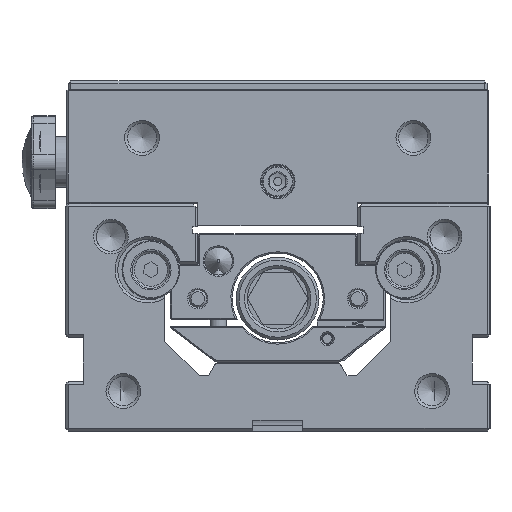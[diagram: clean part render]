
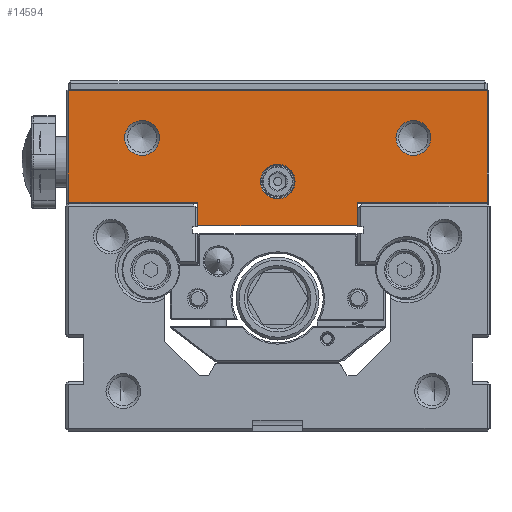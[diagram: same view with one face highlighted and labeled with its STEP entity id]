
A CAD part, front view. The second image highlights one B-rep face of the part: STEP entity #14594.
In plain terms, the highlighted planar face has unit normal (0, -1, 0).
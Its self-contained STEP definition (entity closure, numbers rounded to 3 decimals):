
#876=FACE_BOUND($,#3020,.T.);
#877=FACE_BOUND($,#3021,.T.);
#878=FACE_BOUND($,#3022,.T.);
#1161=CIRCLE($,#15708,6.296);
#1162=CIRCLE($,#15710,6.296);
#1163=CIRCLE($,#15711,6.296);
#1992=FACE_OUTER_BOUND($,#3019,.T.);
#3019=EDGE_LOOP($,(#10656,#10657,#10658,#10659,#10660,#10661,#10662,#10663,
#10664,#10665));
#3020=EDGE_LOOP($,(#10666));
#3021=EDGE_LOOP($,(#10667));
#3022=EDGE_LOOP($,(#10668));
#4362=LINE($,#22477,#5606);
#4363=LINE($,#22479,#5607);
#4364=LINE($,#22481,#5608);
#4365=LINE($,#22483,#5609);
#4366=LINE($,#22485,#5610);
#4367=LINE($,#22487,#5611);
#4368=LINE($,#22489,#5612);
#4369=LINE($,#22491,#5613);
#4370=LINE($,#22493,#5614);
#4371=LINE($,#22494,#5615);
#5606=VECTOR($,#17916,39.);
#5607=VECTOR($,#17917,40.5);
#5608=VECTOR($,#17918,152.);
#5609=VECTOR($,#17919,40.5);
#5610=VECTOR($,#17920,39.);
#5611=VECTOR($,#17921,8.);
#5612=VECTOR($,#17922,8.5);
#5613=VECTOR($,#17923,58.);
#5614=VECTOR($,#17924,8.5);
#5615=VECTOR($,#17925,8.);
#6833=VERTEX_POINT($,#22472);
#6834=VERTEX_POINT($,#22475);
#6835=VERTEX_POINT($,#22476);
#6836=VERTEX_POINT($,#22478);
#6837=VERTEX_POINT($,#22480);
#6838=VERTEX_POINT($,#22482);
#6839=VERTEX_POINT($,#22484);
#6840=VERTEX_POINT($,#22486);
#6841=VERTEX_POINT($,#22488);
#6842=VERTEX_POINT($,#22490);
#6843=VERTEX_POINT($,#22492);
#6844=VERTEX_POINT($,#22495);
#6845=VERTEX_POINT($,#22497);
#8282=EDGE_CURVE($,#6833,#6833,#1161,.T.);
#8283=EDGE_CURVE($,#6834,#6835,#4362,.T.);
#8284=EDGE_CURVE($,#6836,#6834,#4363,.T.);
#8285=EDGE_CURVE($,#6837,#6836,#4364,.T.);
#8286=EDGE_CURVE($,#6838,#6837,#4365,.T.);
#8287=EDGE_CURVE($,#6839,#6838,#4366,.T.);
#8288=EDGE_CURVE($,#6840,#6839,#4367,.T.);
#8289=EDGE_CURVE($,#6841,#6840,#4368,.T.);
#8290=EDGE_CURVE($,#6841,#6842,#4369,.T.);
#8291=EDGE_CURVE($,#6842,#6843,#4370,.T.);
#8292=EDGE_CURVE($,#6843,#6835,#4371,.T.);
#8293=EDGE_CURVE($,#6844,#6844,#1162,.T.);
#8294=EDGE_CURVE($,#6845,#6845,#1163,.T.);
#10656=ORIENTED_EDGE($,*,*,#8283,.F.);
#10657=ORIENTED_EDGE($,*,*,#8284,.F.);
#10658=ORIENTED_EDGE($,*,*,#8285,.F.);
#10659=ORIENTED_EDGE($,*,*,#8286,.F.);
#10660=ORIENTED_EDGE($,*,*,#8287,.F.);
#10661=ORIENTED_EDGE($,*,*,#8288,.F.);
#10662=ORIENTED_EDGE($,*,*,#8289,.F.);
#10663=ORIENTED_EDGE($,*,*,#8290,.T.);
#10664=ORIENTED_EDGE($,*,*,#8291,.T.);
#10665=ORIENTED_EDGE($,*,*,#8292,.T.);
#10666=ORIENTED_EDGE($,*,*,#8293,.F.);
#10667=ORIENTED_EDGE($,*,*,#8282,.F.);
#10668=ORIENTED_EDGE($,*,*,#8294,.F.);
#13979=PLANE($,#15709);
#14594=ADVANCED_FACE($,(#1992,#876,#877,#878),#13979,.F.);
#15708=AXIS2_PLACEMENT_3D($,#22473,#17912,#17913);
#15709=AXIS2_PLACEMENT_3D($,#22474,#17914,#17915);
#15710=AXIS2_PLACEMENT_3D($,#22496,#17926,#17927);
#15711=AXIS2_PLACEMENT_3D($,#22498,#17928,#17929);
#17912=DIRECTION('center_axis',(0.,-1.,0.));
#17913=DIRECTION('ref_axis',(-1.,0.,0.));
#17914=DIRECTION('center_axis',(0.,1.,0.));
#17915=DIRECTION('ref_axis',(0.,0.,1.));
#17916=DIRECTION($,(-1.,0.,0.));
#17917=DIRECTION($,(0.,0.,-1.));
#17918=DIRECTION($,(1.,0.,0.));
#17919=DIRECTION($,(0.,0.,1.));
#17920=DIRECTION($,(-1.,0.,0.));
#17921=DIRECTION($,(-1.,0.,0.));
#17922=DIRECTION($,(0.,0.,1.));
#17923=DIRECTION($,(1.,0.,0.));
#17924=DIRECTION($,(0.,0.,1.));
#17925=DIRECTION($,(1.,0.,0.));
#17926=DIRECTION('center_axis',(0.,-1.,0.));
#17927=DIRECTION('ref_axis',(-1.,0.,0.));
#17928=DIRECTION('center_axis',(0.,-1.,0.));
#17929=DIRECTION('ref_axis',(-1.,0.,0.));
#22472=CARTESIAN_POINT('',(6.296,0.,-7.));
#22473=CARTESIAN_POINT('Origin',(0.,0.,-7.));
#22474=CARTESIAN_POINT('Origin',(-36.727,0.,3.203));
#22475=CARTESIAN_POINT('',(76.,0.,-14.5));
#22476=CARTESIAN_POINT('',(37.,0.,-14.5));
#22477=CARTESIAN_POINT($,(19.886,0.,-14.5));
#22478=CARTESIAN_POINT('',(76.,0.,26.));
#22479=CARTESIAN_POINT($,(76.,0.,14.851));
#22480=CARTESIAN_POINT('',(-76.,0.,26.));
#22481=CARTESIAN_POINT($,(-18.364,0.,26.));
#22482=CARTESIAN_POINT('',(-76.,0.,-14.5));
#22483=CARTESIAN_POINT($,(-76.,0.,14.851));
#22484=CARTESIAN_POINT('',(-37.,0.,-14.5));
#22485=CARTESIAN_POINT($,(-56.614,0.,-14.5));
#22486=CARTESIAN_POINT('',(-29.,0.,-14.5));
#22487=CARTESIAN_POINT($,(-29.,0.,-14.5));
#22488=CARTESIAN_POINT('',(-29.,0.,-23.));
#22489=CARTESIAN_POINT($,(-29.,0.,-23.));
#22490=CARTESIAN_POINT('',(29.,0.,-23.));
#22491=CARTESIAN_POINT($,(0.,0.,-23.));
#22492=CARTESIAN_POINT('',(29.,0.,-14.5));
#22493=CARTESIAN_POINT($,(29.,0.,-23.));
#22494=CARTESIAN_POINT($,(29.,0.,-14.5));
#22495=CARTESIAN_POINT('',(-42.904,0.,8.8));
#22496=CARTESIAN_POINT('Origin',(-49.2,0.,8.8));
#22497=CARTESIAN_POINT('',(55.496,0.,8.8));
#22498=CARTESIAN_POINT('Origin',(49.2,0.,8.8));
